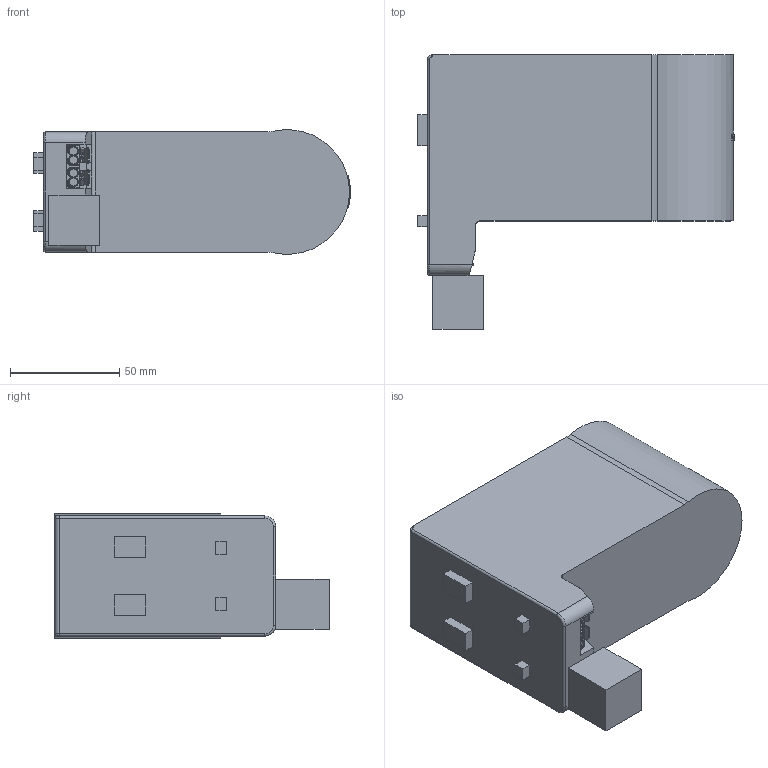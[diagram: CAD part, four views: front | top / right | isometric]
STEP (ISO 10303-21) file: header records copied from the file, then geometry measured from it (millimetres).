
FILE_DESCRIPTION (( 'STEP AP214' ), '1' );
FILE_NAME ('STEP_LTF065_1.STEP', '2022-11-02T12:52:23', ( '' ), ( '' ), 'SwSTEP 2.0', 'SolidWorks 2022', '' );
FILE_SCHEMA (( 'AUTOMOTIVE_DESIGN' ));
Length unit declared in the file: millimetre
Products named in the file (1): STEP_LTF065_1
Bounding box: 144.9 x 125.5 x 56.9 mm (x, y, z)
Volume: 138667.8 mm3; surface area: 91038.1 mm2
Topology: 1 solids, 1 shells, 473 faces, 1301 edges, 847 vertices
Faces by surface type: plane 234, cylinder 125, bspline 110, torus 4
Entity records: 20656 total; most frequent: CARTESIAN_POINT 9587, ORIENTED_EDGE 2602, DIRECTION 1892, EDGE_CURVE 1301, VERTEX_POINT 847, VECTOR 672, LINE 672, AXIS2_PLACEMENT_3D 610
